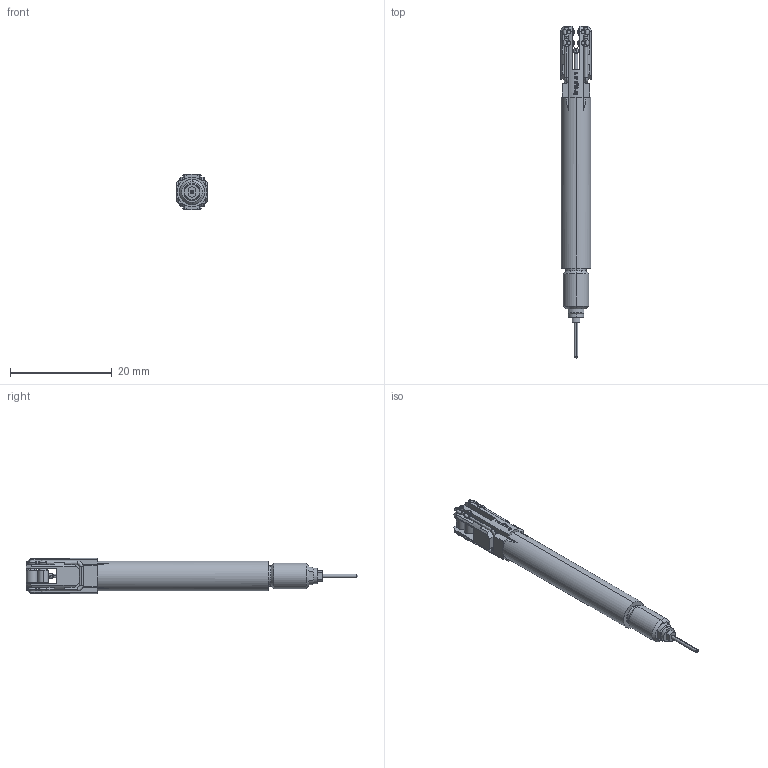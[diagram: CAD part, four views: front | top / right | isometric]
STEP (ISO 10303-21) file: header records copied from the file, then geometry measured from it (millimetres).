
FILE_DESCRIPTION (( 'STEP AP203' ), '1' );
FILE_NAME ('INGUN_VKF-618_06310_050_S_xx14-14W1.STEP', '2022-05-19T07:29:48', ( 'ochi' ), ( '' ), 'SwSTEP 2.0', 'SolidWorks 2018', '' );
FILE_SCHEMA (( 'CONFIG_CONTROL_DESIGN' ));
Length unit declared in the file: millimetre
Products named in the file (1): INGUN_VKF-618_06310_050_S_xx14-14W1
Bounding box: 6 x 65.35 x 7 mm (x, y, z)
Volume: 1401.9 mm3; surface area: 1501.3 mm2
Topology: 1 solids, 1 shells, 406 faces, 1062 edges, 673 vertices
Faces by surface type: plane 148, cylinder 105, torus 76, cone 55, bspline 22
Entity records: 13119 total; most frequent: CARTESIAN_POINT 3106, ORIENTED_EDGE 2124, DIRECTION 2092, EDGE_CURVE 1062, AXIS2_PLACEMENT_3D 843, VERTEX_POINT 673, CIRCLE 458, EDGE_LOOP 437
